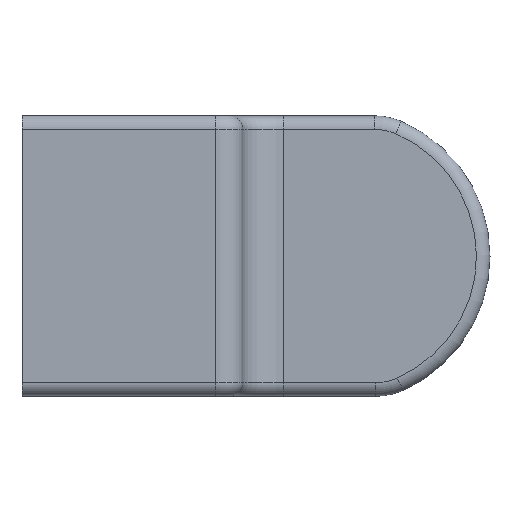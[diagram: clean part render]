
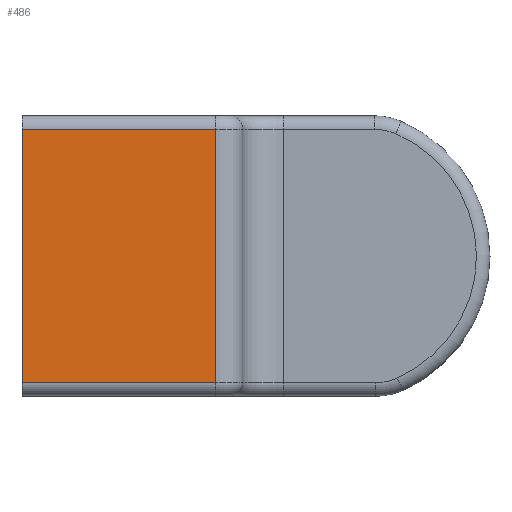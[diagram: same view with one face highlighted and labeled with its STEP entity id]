
A CAD part, top view. The second image highlights one B-rep face of the part: STEP entity #486.
In plain terms, the highlighted planar face has unit normal (0, 0, 1).
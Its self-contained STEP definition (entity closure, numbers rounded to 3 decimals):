
#103 = CARTESIAN_POINT ( 'NONE',  ( -0.898, 18., 7.7 ) ) ;
#136 = DIRECTION ( 'NONE',  ( -1., 0., 0. ) ) ;
#174 = FACE_OUTER_BOUND ( 'NONE', #2696, .T. ) ;
#209 = VECTOR ( 'NONE', #136, 1000. ) ;
#401 = DIRECTION ( 'NONE',  ( 0., 1., 0. ) ) ;
#408 = PLANE ( 'NONE',  #745 ) ;
#427 = CARTESIAN_POINT ( 'NONE',  ( 23.802, 8.634, 7.7 ) ) ;
#432 = EDGE_CURVE ( 'NONE', #519, #854, #3028, .T. ) ;
#486 = ADVANCED_FACE ( 'NONE', ( #174 ), #408, .F. ) ;
#519 = VERTEX_POINT ( 'NONE', #1638 ) ;
#523 = ORIENTED_EDGE ( 'NONE', *, *, #2856, .T. ) ;
#548 = VERTEX_POINT ( 'NONE', #1859 ) ;
#745 = AXIS2_PLACEMENT_3D ( 'NONE', #427, #2597, #1384 ) ;
#845 = ORIENTED_EDGE ( 'NONE', *, *, #2529, .T. ) ;
#854 = VERTEX_POINT ( 'NONE', #2477 ) ;
#915 = EDGE_CURVE ( 'NONE', #548, #854, #1536, .T. ) ;
#1218 = DIRECTION ( 'NONE',  ( 1., 0., 0. ) ) ;
#1229 = CARTESIAN_POINT ( 'NONE',  ( 14.394, -0.7, 7.7 ) ) ;
#1236 = VERTEX_POINT ( 'NONE', #2186 ) ;
#1338 = LINE ( 'NONE', #2341, #2732 ) ;
#1384 = DIRECTION ( 'NONE',  ( -1., 0., 0. ) ) ;
#1536 = LINE ( 'NONE', #3039, #2519 ) ;
#1638 = CARTESIAN_POINT ( 'NONE',  ( 14.394, 18., 7.7 ) ) ;
#1859 = CARTESIAN_POINT ( 'NONE',  ( 0.102, -0.7, 7.7 ) ) ;
#1923 = ORIENTED_EDGE ( 'NONE', *, *, #915, .F. ) ;
#1965 = VECTOR ( 'NONE', #1218, 1000. ) ;
#2186 = CARTESIAN_POINT ( 'NONE',  ( 14.394, -0.7, 7.7 ) ) ;
#2326 = DIRECTION ( 'NONE',  ( 0., 1., 0. ) ) ;
#2341 = CARTESIAN_POINT ( 'NONE',  ( 14.394, 8.634, 7.7 ) ) ;
#2425 = LINE ( 'NONE', #1229, #1965 ) ;
#2477 = CARTESIAN_POINT ( 'NONE',  ( 0.102, 18., 7.7 ) ) ;
#2519 = VECTOR ( 'NONE', #401, 1000. ) ;
#2529 = EDGE_CURVE ( 'NONE', #548, #1236, #2425, .T. ) ;
#2597 = DIRECTION ( 'NONE',  ( 0., 0., -1. ) ) ;
#2646 = ORIENTED_EDGE ( 'NONE', *, *, #432, .T. ) ;
#2696 = EDGE_LOOP ( 'NONE', ( #1923, #845, #523, #2646 ) ) ;
#2732 = VECTOR ( 'NONE', #2326, 1000. ) ;
#2856 = EDGE_CURVE ( 'NONE', #1236, #519, #1338, .T. ) ;
#3028 = LINE ( 'NONE', #103, #209 ) ;
#3039 = CARTESIAN_POINT ( 'NONE',  ( 0.102, 8.634, 7.7 ) ) ;
